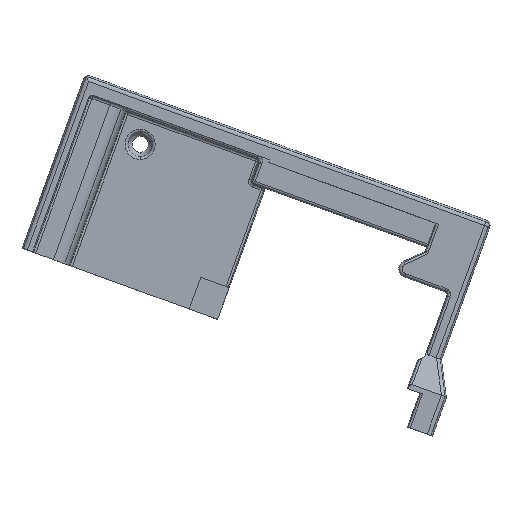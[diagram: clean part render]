
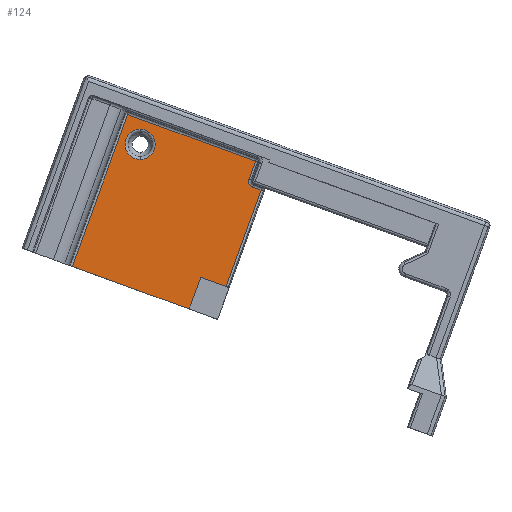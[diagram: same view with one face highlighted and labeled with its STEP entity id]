
A CAD part, left-side view. The second image highlights one B-rep face of the part: STEP entity #124.
In plain terms, the highlighted planar face has unit normal (-1, 0, 0).
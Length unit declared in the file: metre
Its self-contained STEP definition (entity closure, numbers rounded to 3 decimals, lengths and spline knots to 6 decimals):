
#124=ADVANCED_FACE('0:62',(#384,#385),#386,.T.);
#384=FACE_OUTER_BOUND('',#761,.T.);
#385=FACE_BOUND('',#762,.T.);
#386=PLANE('',#763);
#761=EDGE_LOOP('',(#1740,#1741,#1742,#1743,#1744,#1745,#1746,#1747,#1748));
#762=EDGE_LOOP('',(#1749,#1750,#1751));
#763=AXIS2_PLACEMENT_3D('',#1752,#1753,#1754);
#1740=ORIENTED_EDGE('',*,*,#2994,.F.);
#1741=ORIENTED_EDGE('',*,*,#2995,.T.);
#1742=ORIENTED_EDGE('',*,*,#2996,.T.);
#1743=ORIENTED_EDGE('',*,*,#2857,.F.);
#1744=ORIENTED_EDGE('',*,*,#2997,.F.);
#1745=ORIENTED_EDGE('',*,*,#2998,.F.);
#1746=ORIENTED_EDGE('',*,*,#2999,.F.);
#1747=ORIENTED_EDGE('',*,*,#3000,.F.);
#1748=ORIENTED_EDGE('',*,*,#3001,.F.);
#1749=ORIENTED_EDGE('',*,*,#2926,.F.);
#1750=ORIENTED_EDGE('',*,*,#2925,.F.);
#1751=ORIENTED_EDGE('',*,*,#2993,.F.);
#1752=CARTESIAN_POINT('',(0.010804,-0.033998,0.021827));
#1753=DIRECTION('',(-1.0,0.,0.));
#1754=DIRECTION('',(0.,0.0,1.0));
#2857=EDGE_CURVE('0:578',#3484,#3486,#3487,.T.);
#2925=EDGE_CURVE('0:563',#3610,#3613,#3614,.T.);
#2926=EDGE_CURVE('0:563',#3613,#3615,#3616,.T.);
#2993=EDGE_CURVE('0:563',#3615,#3610,#3724,.T.);
#2994=EDGE_CURVE('0:569',#3725,#3726,#3727,.F.);
#2995=EDGE_CURVE('0:572',#3725,#3728,#3729,.T.);
#2996=EDGE_CURVE('0:575',#3728,#3486,#3730,.T.);
#2997=EDGE_CURVE('0:581',#3731,#3484,#3732,.T.);
#2998=EDGE_CURVE('0:584',#3733,#3731,#3734,.T.);
#2999=EDGE_CURVE('0:587',#3735,#3733,#3736,.T.);
#3000=EDGE_CURVE('0:590',#3737,#3735,#3738,.T.);
#3001=EDGE_CURVE('0:593',#3726,#3737,#3739,.T.);
#3484=VERTEX_POINT('',#4496);
#3486=VERTEX_POINT('',#4498);
#3487=LINE('',#4499,#4500);
#3610=VERTEX_POINT('',#4677);
#3613=VERTEX_POINT('',#4680);
#3614=CIRCLE('',#4681,0.0027);
#3615=VERTEX_POINT('',#4682);
#3616=CIRCLE('',#4683,0.0027);
#3724=CIRCLE('',#4851,0.0027);
#3725=VERTEX_POINT('',#4852);
#3726=VERTEX_POINT('',#4853);
#3727=LINE('',#4854,#4855);
#3728=VERTEX_POINT('',#4856);
#3729=LINE('',#4857,#4858);
#3730=LINE('',#4859,#4860);
#3731=VERTEX_POINT('',#4861);
#3732=LINE('',#4862,#4863);
#3733=VERTEX_POINT('',#4864);
#3734=CIRCLE('',#4865,0.0011);
#3735=VERTEX_POINT('',#4866);
#3736=LINE('',#4867,#4868);
#3737=VERTEX_POINT('',#4869);
#3738=LINE('',#4870,#4871);
#3739=LINE('',#4872,#4873);
#4496=CARTESIAN_POINT('',(0.010804,-0.034525,0.015527));
#4498=CARTESIAN_POINT('',(0.010804,-0.028245,-0.001726));
#4499=CARTESIAN_POINT('',(0.010804,-0.035524,0.018271));
#4500=VECTOR('',#5622,1.);
#4677=CARTESIAN_POINT('',(0.010804,-0.012854,0.026421));
#4680=CARTESIAN_POINT('',(0.010804,-0.010154,0.023721));
#4681=AXIS2_PLACEMENT_3D('',#5758,#5759,#5760);
#4682=CARTESIAN_POINT('',(0.010804,-0.012854,0.021021));
#4683=AXIS2_PLACEMENT_3D('',#5761,#5762,#5763);
#4851=AXIS2_PLACEMENT_3D('',#5882,#5883,#5884);
#4852=CARTESIAN_POINT('',(0.010804,-0.021656,-0.005797));
#4853=CARTESIAN_POINT('',(0.010804,-0.000698,0.001831));
#4854=CARTESIAN_POINT('',(0.010804,-0.027317,-0.007858));
#4855=VECTOR('',#5885,1.);
#4856=CARTESIAN_POINT('',(0.010804,-0.023735,-0.000084));
#4857=CARTESIAN_POINT('',(0.010804,-0.027336,0.009811));
#4858=VECTOR('',#5886,1.);
#4859=CARTESIAN_POINT('',(0.010804,-0.025873,-0.000862));
#4860=VECTOR('',#5887,1.0);
#4861=CARTESIAN_POINT('',(0.010804,-0.033021,0.016075));
#4862=CARTESIAN_POINT('',(0.010804,-0.047187,0.010919));
#4863=VECTOR('',#5888,1.);
#4864=CARTESIAN_POINT('',(0.010804,-0.032364,0.017484));
#4865=AXIS2_PLACEMENT_3D('',#5889,#5890,#5891);
#4866=CARTESIAN_POINT('',(0.010804,-0.033541,0.020717));
#4867=CARTESIAN_POINT('',(0.010804,-0.033848,0.021563));
#4868=VECTOR('',#5892,1.);
#4869=CARTESIAN_POINT('',(0.010804,-0.01061,0.029063));
#4870=CARTESIAN_POINT('',(0.010804,-0.036006,0.019819));
#4871=VECTOR('',#5893,1.);
#4872=CARTESIAN_POINT('',(0.010804,-0.01102,0.030191));
#4873=VECTOR('',#5894,1.);
#5622=DIRECTION('',(0.,0.342,-0.94));
#5758=CARTESIAN_POINT('',(0.010804,-0.012854,0.023721));
#5759=DIRECTION('',(-1.0,0.,0.));
#5760=DIRECTION('',(0.,-1.0,0.));
#5761=CARTESIAN_POINT('',(0.010804,-0.012854,0.023721));
#5762=DIRECTION('',(-1.0,0.,0.));
#5763=DIRECTION('',(0.,-1.0,0.));
#5882=CARTESIAN_POINT('',(0.010804,-0.012854,0.023721));
#5883=DIRECTION('',(-1.0,0.,0.));
#5884=DIRECTION('',(0.,-1.0,0.));
#5885=DIRECTION('',(0.,-0.94,-0.342));
#5886=DIRECTION('',(0.,-0.342,0.94));
#5887=DIRECTION('',(0.,-0.94,-0.342));
#5888=DIRECTION('',(0.,-0.94,-0.342));
#5889=CARTESIAN_POINT('',(0.010804,-0.033398,0.017108));
#5890=DIRECTION('',(-1.0,0.,0.));
#5891=DIRECTION('',(0.,0.906,-0.423));
#5892=DIRECTION('',(0.,0.342,-0.94));
#5893=DIRECTION('',(0.,-0.94,-0.342));
#5894=DIRECTION('',(0.,-0.342,0.94));
